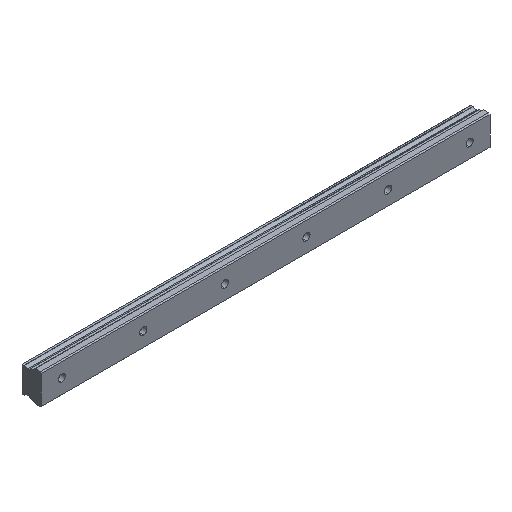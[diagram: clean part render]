
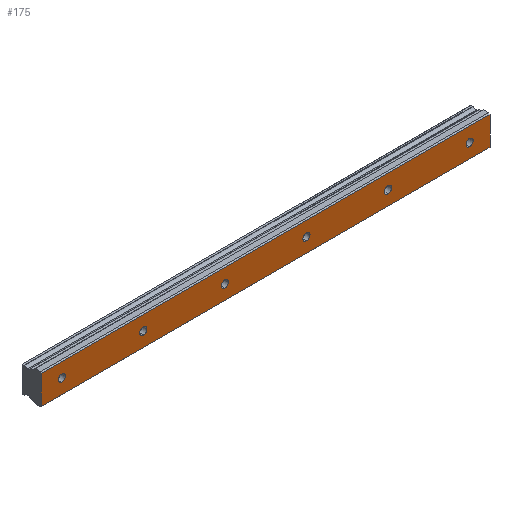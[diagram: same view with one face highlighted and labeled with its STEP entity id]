
A CAD part, isometric view. The second image highlights one B-rep face of the part: STEP entity #175.
In plain terms, the highlighted planar face has unit normal (0, -1, 0).
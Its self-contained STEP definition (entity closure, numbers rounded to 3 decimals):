
#3 = FACE_BOUND ( 'NONE', #282, .T. ) ;
#9 = ORIENTED_EDGE ( 'NONE', *, *, #1206, .F. ) ;
#19 = VERTEX_POINT ( 'NONE', #901 ) ;
#24 = CARTESIAN_POINT ( 'NONE',  ( 210., 0., 7. ) ) ;
#30 = CARTESIAN_POINT ( 'NONE',  ( 160., 0., 1.75 ) ) ;
#56 = DIRECTION ( 'NONE',  ( 0., 0., 1. ) ) ;
#67 = EDGE_LOOP ( 'NONE', ( #1066, #502 ) ) ;
#74 = EDGE_LOOP ( 'NONE', ( #9, #396 ) ) ;
#78 = VERTEX_POINT ( 'NONE', #283 ) ;
#80 = EDGE_CURVE ( 'NONE', #1460, #1062, #1643, .T. ) ;
#104 = EDGE_CURVE ( 'NONE', #1315, #1153, #274, .T. ) ;
#118 = VERTEX_POINT ( 'NONE', #679 ) ;
#119 = VERTEX_POINT ( 'NONE', #846 ) ;
#124 = VECTOR ( 'NONE', #1204, 1000. ) ;
#130 = ORIENTED_EDGE ( 'NONE', *, *, #1209, .F. ) ;
#139 = FACE_OUTER_BOUND ( 'NONE', #1684, .T. ) ;
#148 = CARTESIAN_POINT ( 'NONE',  ( 210., 0., 7. ) ) ;
#163 = CARTESIAN_POINT ( 'NONE',  ( 210., 0., 7. ) ) ;
#174 = CARTESIAN_POINT ( 'NONE',  ( -10., 0., 7. ) ) ;
#175 = ADVANCED_FACE ( 'NONE', ( #139, #838, #1110, #701, #1647, #3, #1079 ), #1618, .F. ) ;
#176 = DIRECTION ( 'NONE',  ( -1., 0., 0. ) ) ;
#178 = DIRECTION ( 'NONE',  ( 0., -1., 0. ) ) ;
#187 = CIRCLE ( 'NONE', #1215, 1.75 ) ;
#221 = CARTESIAN_POINT ( 'NONE',  ( 0., 0., -1.75 ) ) ;
#237 = CARTESIAN_POINT ( 'NONE',  ( 200., 0., 1.75 ) ) ;
#248 = ORIENTED_EDGE ( 'NONE', *, *, #1706, .F. ) ;
#269 = DIRECTION ( 'NONE',  ( 0., -1., 0. ) ) ;
#274 = LINE ( 'NONE', #174, #610 ) ;
#282 = EDGE_LOOP ( 'NONE', ( #508, #699 ) ) ;
#283 = CARTESIAN_POINT ( 'NONE',  ( 40., 0., -1.75 ) ) ;
#296 = CARTESIAN_POINT ( 'NONE',  ( 40., 0., 0. ) ) ;
#309 = ORIENTED_EDGE ( 'NONE', *, *, #471, .F. ) ;
#338 = VERTEX_POINT ( 'NONE', #1254 ) ;
#392 = VERTEX_POINT ( 'NONE', #1614 ) ;
#393 = CARTESIAN_POINT ( 'NONE',  ( 80., 0., 0. ) ) ;
#396 = ORIENTED_EDGE ( 'NONE', *, *, #1031, .F. ) ;
#403 = AXIS2_PLACEMENT_3D ( 'NONE', #652, #269, #513 ) ;
#408 = DIRECTION ( 'NONE',  ( 0., 0., 1. ) ) ;
#425 = DIRECTION ( 'NONE',  ( 0., -1., 0. ) ) ;
#430 = ORIENTED_EDGE ( 'NONE', *, *, #80, .F. ) ;
#436 = AXIS2_PLACEMENT_3D ( 'NONE', #393, #1199, #1055 ) ;
#471 = EDGE_CURVE ( 'NONE', #1153, #1381, #806, .T. ) ;
#498 = EDGE_LOOP ( 'NONE', ( #130, #1175 ) ) ;
#502 = ORIENTED_EDGE ( 'NONE', *, *, #648, .F. ) ;
#508 = ORIENTED_EDGE ( 'NONE', *, *, #993, .F. ) ;
#512 = CIRCLE ( 'NONE', #638, 1.75 ) ;
#513 = DIRECTION ( 'NONE',  ( 0., 0., 1. ) ) ;
#524 = CARTESIAN_POINT ( 'NONE',  ( 80., 0., 0. ) ) ;
#530 = DIRECTION ( 'NONE',  ( 0., -1., 0. ) ) ;
#556 = DIRECTION ( 'NONE',  ( 0., 0., -1. ) ) ;
#572 = AXIS2_PLACEMENT_3D ( 'NONE', #296, #590, #1487 ) ;
#583 = CARTESIAN_POINT ( 'NONE',  ( -10., 0., 7. ) ) ;
#584 = CARTESIAN_POINT ( 'NONE',  ( 160., 0., 0. ) ) ;
#590 = DIRECTION ( 'NONE',  ( 0., -1., 0. ) ) ;
#595 = EDGE_CURVE ( 'NONE', #1062, #1460, #931, .T. ) ;
#598 = CARTESIAN_POINT ( 'NONE',  ( 200., 0., -1.75 ) ) ;
#610 = VECTOR ( 'NONE', #1087, 1000. ) ;
#620 = DIRECTION ( 'NONE',  ( 0., -1., 0. ) ) ;
#634 = VECTOR ( 'NONE', #176, 1000. ) ;
#638 = AXIS2_PLACEMENT_3D ( 'NONE', #1626, #425, #1232 ) ;
#640 = CIRCLE ( 'NONE', #1610, 1.75 ) ;
#648 = EDGE_CURVE ( 'NONE', #118, #1680, #1188, .T. ) ;
#652 = CARTESIAN_POINT ( 'NONE',  ( 160., 0., 0. ) ) ;
#679 = CARTESIAN_POINT ( 'NONE',  ( 160., 0., -1.75 ) ) ;
#690 = LINE ( 'NONE', #163, #1494 ) ;
#699 = ORIENTED_EDGE ( 'NONE', *, *, #727, .F. ) ;
#701 = FACE_BOUND ( 'NONE', #67, .T. ) ;
#727 = EDGE_CURVE ( 'NONE', #119, #19, #1249, .T. ) ;
#771 = VERTEX_POINT ( 'NONE', #1091 ) ;
#792 = VERTEX_POINT ( 'NONE', #1387 ) ;
#800 = CIRCLE ( 'NONE', #403, 1.75 ) ;
#806 = LINE ( 'NONE', #148, #124 ) ;
#823 = AXIS2_PLACEMENT_3D ( 'NONE', #584, #1113, #1216 ) ;
#832 = DIRECTION ( 'NONE',  ( 0., -1., 0. ) ) ;
#838 = FACE_BOUND ( 'NONE', #1116, .T. ) ;
#840 = DIRECTION ( 'NONE',  ( 0., 0., 1. ) ) ;
#846 = CARTESIAN_POINT ( 'NONE',  ( 80., 0., -1.75 ) ) ;
#851 = AXIS2_PLACEMENT_3D ( 'NONE', #1081, #832, #840 ) ;
#901 = CARTESIAN_POINT ( 'NONE',  ( 80., 0., 1.75 ) ) ;
#903 = DIRECTION ( 'NONE',  ( 0., 0., 1. ) ) ;
#909 = AXIS2_PLACEMENT_3D ( 'NONE', #524, #1058, #1597 ) ;
#910 = EDGE_CURVE ( 'NONE', #338, #771, #1367, .T. ) ;
#931 = CIRCLE ( 'NONE', #995, 1.75 ) ;
#987 = EDGE_CURVE ( 'NONE', #1521, #1512, #187, .T. ) ;
#992 = CIRCLE ( 'NONE', #851, 1.75 ) ;
#993 = EDGE_CURVE ( 'NONE', #19, #119, #1167, .T. ) ;
#995 = AXIS2_PLACEMENT_3D ( 'NONE', #1234, #178, #56 ) ;
#1013 = EDGE_CURVE ( 'NONE', #1680, #118, #800, .T. ) ;
#1031 = EDGE_CURVE ( 'NONE', #78, #392, #640, .T. ) ;
#1038 = ORIENTED_EDGE ( 'NONE', *, *, #1501, .F. ) ;
#1055 = DIRECTION ( 'NONE',  ( 0., 0., 1. ) ) ;
#1058 = DIRECTION ( 'NONE',  ( 0., -1., 0. ) ) ;
#1062 = VERTEX_POINT ( 'NONE', #237 ) ;
#1063 = DIRECTION ( 'NONE',  ( 0., 0., 1. ) ) ;
#1066 = ORIENTED_EDGE ( 'NONE', *, *, #1013, .F. ) ;
#1068 = CARTESIAN_POINT ( 'NONE',  ( 210., 0., 7. ) ) ;
#1079 = FACE_BOUND ( 'NONE', #74, .T. ) ;
#1081 = CARTESIAN_POINT ( 'NONE',  ( 120., 0., 0. ) ) ;
#1087 = DIRECTION ( 'NONE',  ( 0., 0., 1. ) ) ;
#1091 = CARTESIAN_POINT ( 'NONE',  ( 120., 0., 1.75 ) ) ;
#1110 = FACE_BOUND ( 'NONE', #1421, .T. ) ;
#1113 = DIRECTION ( 'NONE',  ( 0., -1., 0. ) ) ;
#1116 = EDGE_LOOP ( 'NONE', ( #1038, #1195 ) ) ;
#1153 = VERTEX_POINT ( 'NONE', #583 ) ;
#1167 = CIRCLE ( 'NONE', #436, 1.75 ) ;
#1175 = ORIENTED_EDGE ( 'NONE', *, *, #910, .F. ) ;
#1176 = CARTESIAN_POINT ( 'NONE',  ( 40., 0., 0. ) ) ;
#1188 = CIRCLE ( 'NONE', #823, 1.75 ) ;
#1195 = ORIENTED_EDGE ( 'NONE', *, *, #987, .F. ) ;
#1199 = DIRECTION ( 'NONE',  ( 0., -1., 0. ) ) ;
#1204 = DIRECTION ( 'NONE',  ( 1., 0., 0. ) ) ;
#1206 = EDGE_CURVE ( 'NONE', #392, #78, #1328, .T. ) ;
#1209 = EDGE_CURVE ( 'NONE', #771, #338, #992, .T. ) ;
#1215 = AXIS2_PLACEMENT_3D ( 'NONE', #1579, #530, #1063 ) ;
#1216 = DIRECTION ( 'NONE',  ( 0., 0., 1. ) ) ;
#1232 = DIRECTION ( 'NONE',  ( 0., 0., 1. ) ) ;
#1234 = CARTESIAN_POINT ( 'NONE',  ( 200., 0., 0. ) ) ;
#1241 = DIRECTION ( 'NONE',  ( 0., -1., 0. ) ) ;
#1242 = CARTESIAN_POINT ( 'NONE',  ( 210., 0., -7. ) ) ;
#1249 = CIRCLE ( 'NONE', #909, 1.75 ) ;
#1254 = CARTESIAN_POINT ( 'NONE',  ( 120., 0., -1.75 ) ) ;
#1264 = CARTESIAN_POINT ( 'NONE',  ( 120., 0., 0. ) ) ;
#1291 = DIRECTION ( 'NONE',  ( 0., 0., 1. ) ) ;
#1306 = AXIS2_PLACEMENT_3D ( 'NONE', #1515, #1241, #1352 ) ;
#1315 = VERTEX_POINT ( 'NONE', #1419 ) ;
#1328 = CIRCLE ( 'NONE', #572, 1.75 ) ;
#1352 = DIRECTION ( 'NONE',  ( 0., 0., 1. ) ) ;
#1367 = CIRCLE ( 'NONE', #1470, 1.75 ) ;
#1375 = LINE ( 'NONE', #1242, #634 ) ;
#1381 = VERTEX_POINT ( 'NONE', #24 ) ;
#1387 = CARTESIAN_POINT ( 'NONE',  ( 210., 0., -7. ) ) ;
#1419 = CARTESIAN_POINT ( 'NONE',  ( -10., 0., -7. ) ) ;
#1421 = EDGE_LOOP ( 'NONE', ( #1546, #430 ) ) ;
#1434 = EDGE_CURVE ( 'NONE', #792, #1315, #1375, .T. ) ;
#1460 = VERTEX_POINT ( 'NONE', #598 ) ;
#1470 = AXIS2_PLACEMENT_3D ( 'NONE', #1264, #620, #1291 ) ;
#1473 = AXIS2_PLACEMENT_3D ( 'NONE', #1068, #1611, #408 ) ;
#1487 = DIRECTION ( 'NONE',  ( 0., 0., 1. ) ) ;
#1494 = VECTOR ( 'NONE', #556, 1000. ) ;
#1501 = EDGE_CURVE ( 'NONE', #1512, #1521, #512, .T. ) ;
#1512 = VERTEX_POINT ( 'NONE', #1698 ) ;
#1515 = CARTESIAN_POINT ( 'NONE',  ( 200., 0., 0. ) ) ;
#1521 = VERTEX_POINT ( 'NONE', #221 ) ;
#1546 = ORIENTED_EDGE ( 'NONE', *, *, #595, .F. ) ;
#1579 = CARTESIAN_POINT ( 'NONE',  ( 0., 0., 0. ) ) ;
#1585 = ORIENTED_EDGE ( 'NONE', *, *, #1434, .F. ) ;
#1596 = DIRECTION ( 'NONE',  ( 0., -1., 0. ) ) ;
#1597 = DIRECTION ( 'NONE',  ( 0., 0., 1. ) ) ;
#1610 = AXIS2_PLACEMENT_3D ( 'NONE', #1176, #1596, #903 ) ;
#1611 = DIRECTION ( 'NONE',  ( 0., 1., 0. ) ) ;
#1614 = CARTESIAN_POINT ( 'NONE',  ( 40., 0., 1.75 ) ) ;
#1618 = PLANE ( 'NONE',  #1473 ) ;
#1626 = CARTESIAN_POINT ( 'NONE',  ( 0., 0., 0. ) ) ;
#1643 = CIRCLE ( 'NONE', #1306, 1.75 ) ;
#1647 = FACE_BOUND ( 'NONE', #498, .T. ) ;
#1680 = VERTEX_POINT ( 'NONE', #30 ) ;
#1684 = EDGE_LOOP ( 'NONE', ( #1585, #248, #309, #1710 ) ) ;
#1698 = CARTESIAN_POINT ( 'NONE',  ( 0., 0., 1.75 ) ) ;
#1706 = EDGE_CURVE ( 'NONE', #1381, #792, #690, .T. ) ;
#1710 = ORIENTED_EDGE ( 'NONE', *, *, #104, .F. ) ;
